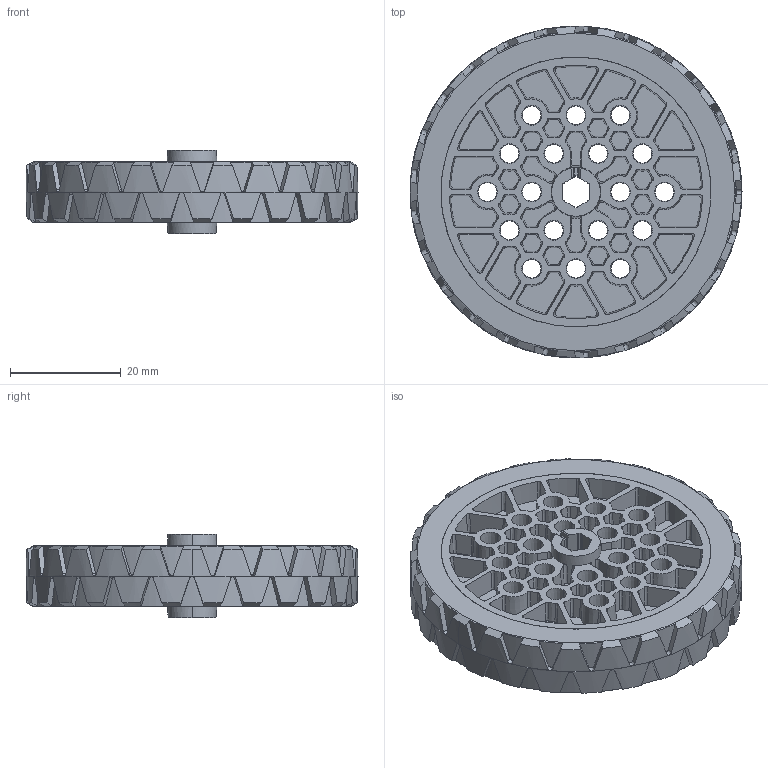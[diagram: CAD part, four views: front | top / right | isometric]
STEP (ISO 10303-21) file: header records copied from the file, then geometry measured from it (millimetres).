
FILE_DESCRIPTION (( 'STEP AP203' ), '1' );
FILE_NAME ('REV-41-1350_Default.step', '2016-09-04T21:50:08', ( '' ), ( '' ), 'SwSTEP 2.0', 'SolidWorks 2015', '' );
FILE_SCHEMA (( 'CONFIG_CONTROL_DESIGN' ));
Length unit declared in the file: inch
Products named in the file (1): REV-41-1350_Default
Bounding box: 60 x 60 x 15 mm (x, y, z)
Volume: 21721.7 mm3; surface area: 21594.5 mm2
Topology: 2 solids, 2 shells, 1816 faces, 5133 edges, 3377 vertices
Faces by surface type: bspline 958, plane 430, cone 408, cylinder 20
Entity records: 90318 total; most frequent: CARTESIAN_POINT 51930, ORIENTED_EDGE 10250, EDGE_CURVE 5125, DIRECTION 4624, VERTEX_POINT 3377, B_SPLINE_CURVE_WITH_KNOTS 3110, EDGE_LOOP 1920, AXIS2_PLACEMENT_3D 1878
